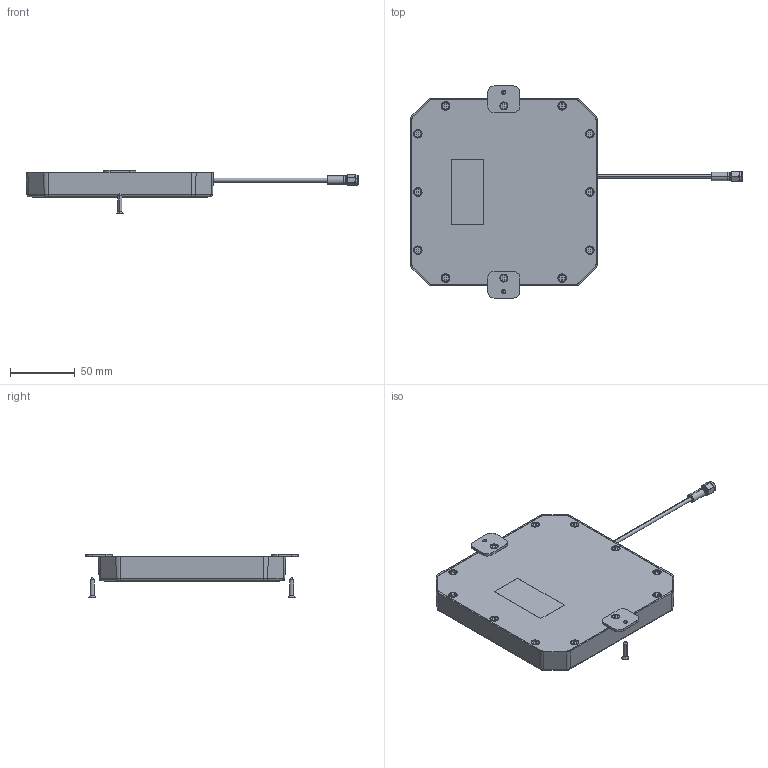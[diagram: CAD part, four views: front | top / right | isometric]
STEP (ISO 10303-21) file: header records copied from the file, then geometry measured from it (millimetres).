
FILE_DESCRIPTION (( 'STEP AP214' ), '1' );
FILE_NAME ('FMANFP1059_3D.step', '2023-02-01T18:15:18', ( '' ), ( '' ), 'SwSTEP 2.0', 'SolidWorks 2022', '' );
FILE_SCHEMA (( 'AUTOMOTIVE_DESIGN' ));
Length unit declared in the file: inch
Products named in the file (3): FMANFP1059_3D; FMANFP1059_Base Model; PE4768
Assembly tree (2 placements, depth 2):
  FMANFP1059_3D
    FMANFP1059_Base Model
    PE4768
Bounding box: 256.6 x 164 x 34 mm (x, y, z)
Volume: 136189.5 mm3; surface area: 166881.1 mm2
Topology: 34 solids, 34 shells, 3756 faces, 8316 edges, 4617 vertices
Faces by surface type: bspline 1947, cylinder 882, plane 597, cone 204, torus 70, sphere 56
Entity records: 132780 total; most frequent: CARTESIAN_POINT 71194, ORIENTED_EDGE 16512, EDGE_CURVE 8256, DIRECTION 8003, VERTEX_POINT 4617, EDGE_LOOP 3855, ADVANCED_FACE 3756, FACE_OUTER_BOUND 3756
